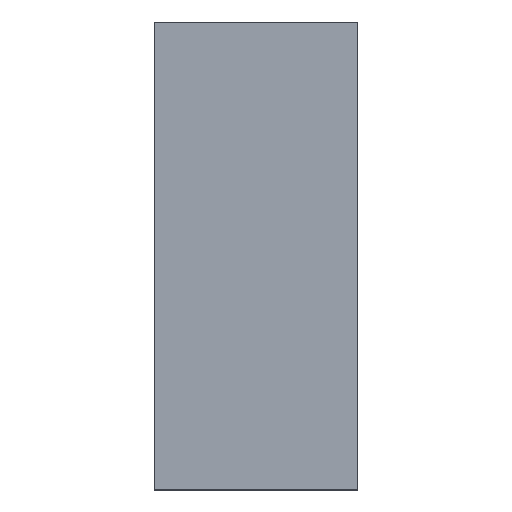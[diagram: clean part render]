
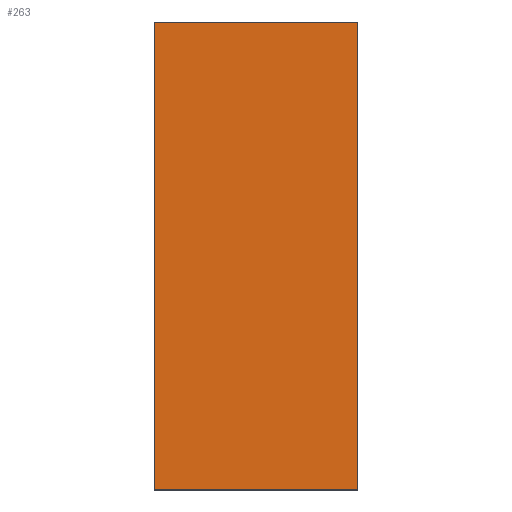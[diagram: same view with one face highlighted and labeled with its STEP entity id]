
A CAD part, top view. The second image highlights one B-rep face of the part: STEP entity #263.
In plain terms, the highlighted planar face has unit normal (0, 0, 1).
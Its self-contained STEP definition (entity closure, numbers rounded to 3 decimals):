
#25=FACE_OUTER_BOUND('',#40,.T.);
#40=EDGE_LOOP('',(#199,#200,#201,#202));
#57=LINE('',#411,#85);
#61=LINE('',#418,#89);
#64=LINE('',#424,#92);
#66=LINE('',#427,#94);
#85=VECTOR('',#330,10.);
#89=VECTOR('',#336,10.);
#92=VECTOR('',#341,10.);
#94=VECTOR('',#345,10.);
#125=VERTEX_POINT('',#408);
#126=VERTEX_POINT('',#410);
#128=VERTEX_POINT('',#416);
#130=VERTEX_POINT('',#422);
#149=EDGE_CURVE('',#125,#126,#57,.T.);
#153=EDGE_CURVE('',#128,#125,#61,.T.);
#156=EDGE_CURVE('',#130,#128,#64,.T.);
#158=EDGE_CURVE('',#130,#126,#66,.T.);
#199=ORIENTED_EDGE('',*,*,#158,.T.);
#200=ORIENTED_EDGE('',*,*,#149,.F.);
#201=ORIENTED_EDGE('',*,*,#153,.F.);
#202=ORIENTED_EDGE('',*,*,#156,.F.);
#252=PLANE('',#296);
#263=ADVANCED_FACE('',(#25),#252,.T.);
#296=AXIS2_PLACEMENT_3D('',#428,#346,#347);
#330=DIRECTION('',(-1.,0.,0.));
#336=DIRECTION('',(0.,-1.,0.));
#341=DIRECTION('',(1.,0.,0.));
#345=DIRECTION('',(0.,-1.,0.));
#346=DIRECTION('center_axis',(0.,0.,
1.));
#347=DIRECTION('ref_axis',(-1.,0.,0.));
#408=CARTESIAN_POINT('',(-47.045,16.96,-25.15));
#410=CARTESIAN_POINT('',(-49.975,16.96,-25.15));
#411=CARTESIAN_POINT('',(-47.045,16.96,-25.15));
#416=CARTESIAN_POINT('',(-47.045,23.69,-25.15));
#418=CARTESIAN_POINT('',(-47.045,23.69,-25.15));
#422=CARTESIAN_POINT('',(-49.975,23.69,-25.15));
#424=CARTESIAN_POINT('',(-49.975,23.69,-25.15));
#427=CARTESIAN_POINT('',(-49.975,22.325,-25.15));
#428=CARTESIAN_POINT('Origin',(-49.01,20.325,-25.15));
